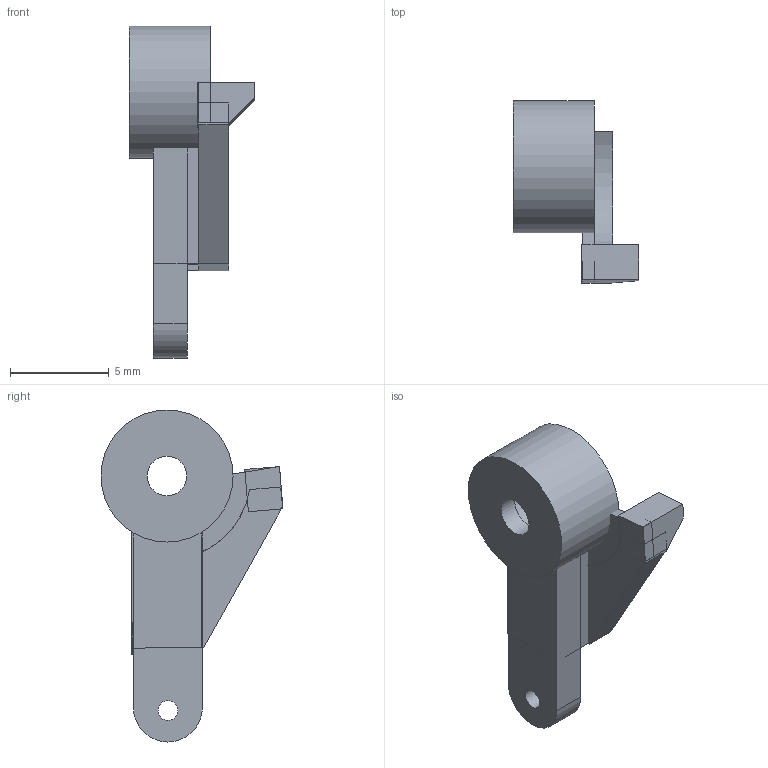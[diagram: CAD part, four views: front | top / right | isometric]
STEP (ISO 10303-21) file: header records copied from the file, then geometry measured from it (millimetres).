
FILE_DESCRIPTION(/* description */ ('','CAx-IF Rec.Pracs.---Representation and Presentation of Product Manufacturing Information (PMI)---4.0---2014-10-13'),/* implementation_level */ '2;1');
FILE_NAME(/* name */ 'Eye_LidMotorServoArm_20250308.step',/* time_stamp */ '2025-03-09T19:43:45Z',/* author */ (''),/* organization */ (''),/* preprocessor_version */ 'ST-DEVELOPER v20',/* originating_system */ 'Autodesk Translation Framework v13.20.0.188',/* authorisation */ '');
FILE_SCHEMA (('AP242_MANAGED_MODEL_BASED_3D_ENGINEERING_MIM_LF { 1 0 10303 442 1 1 4 }'));
Length unit declared in the file: millimetre
Products named in the file (1): MotorLid0202 arm
Bounding box: 6.35 x 9.24 x 16.85 mm (x, y, z)
Volume: 301.7 mm3; surface area: 598.7 mm2
Topology: 6 solids, 6 shells, 53 faces, 121 edges, 80 vertices
Faces by surface type: plane 43, cylinder 8, torus 1, cone 1
Full cylindrical faces by diameter (mm): 1 x1, 2 x1, 3.7 x1, 6.7 x1
Entity records: 1516 total; most frequent: CARTESIAN_POINT 255, DIRECTION 250, ORIENTED_EDGE 242, EDGE_CURVE 121, LINE 100, VECTOR 100, VERTEX_POINT 80, AXIS2_PLACEMENT_3D 75
